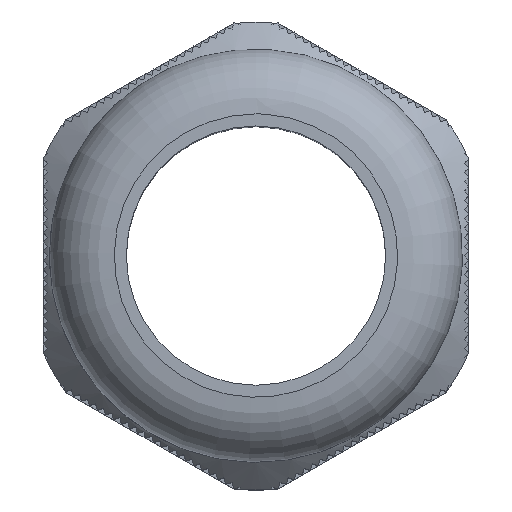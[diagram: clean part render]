
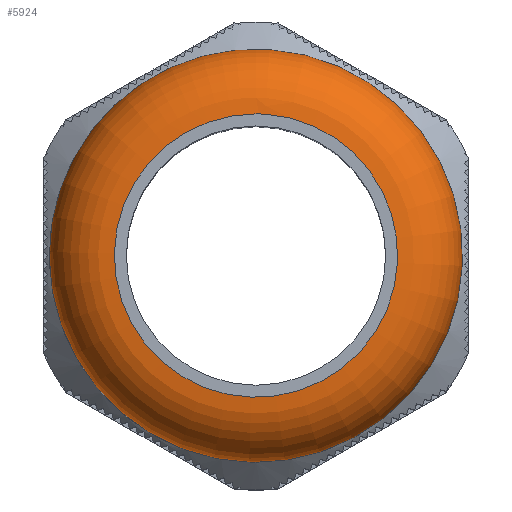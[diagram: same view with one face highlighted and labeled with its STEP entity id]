
A CAD part, top view. The second image highlights one B-rep face of the part: STEP entity #5924.
In plain terms, the highlighted toroidal (fillet/blend) face has major radius 15.3 mm and minor radius 7 mm.
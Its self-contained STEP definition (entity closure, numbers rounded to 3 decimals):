
#1490=TOROIDAL_SURFACE('',#6314,15.3,7.);
#1724=FACE_BOUND('',#2058,.T.);
#1736=FACE_OUTER_BOUND('',#2057,.T.);
#2057=EDGE_LOOP('',(#4336));
#2058=EDGE_LOOP('',(#4337));
#2450=CIRCLE('',#6313,22.3);
#2451=CIRCLE('',#6315,15.3);
#2784=VERTEX_POINT('',#9163);
#2785=VERTEX_POINT('',#9166);
#3406=EDGE_CURVE('',#2784,#2784,#2450,.T.);
#3407=EDGE_CURVE('',#2785,#2785,#2451,.T.);
#4336=ORIENTED_EDGE('',*,*,#3407,.F.);
#4337=ORIENTED_EDGE('',*,*,#3406,.T.);
#5924=ADVANCED_FACE('',(#1736,#1724),#1490,.T.);
#6313=AXIS2_PLACEMENT_3D('',#9164,#6811,#6812);
#6314=AXIS2_PLACEMENT_3D('',#9165,#6813,#6814);
#6315=AXIS2_PLACEMENT_3D('',#9167,#6815,#6816);
#6811=DIRECTION('center_axis',(0.,0.,1.));
#6812=DIRECTION('ref_axis',(0.,1.,0.));
#6813=DIRECTION('center_axis',(0.,0.,
1.));
#6814=DIRECTION('ref_axis',(1.,0.,0.));
#6815=DIRECTION('center_axis',(0.,0.,1.));
#6816=DIRECTION('ref_axis',(1.,0.,0.));
#9163=CARTESIAN_POINT('',(-22.3,-12.702,12.5));
#9164=CARTESIAN_POINT('Origin',(0.,-12.702,12.5));
#9165=CARTESIAN_POINT('Origin',(0.,-12.702,
12.5));
#9166=CARTESIAN_POINT('',(0.,2.598,19.5));
#9167=CARTESIAN_POINT('Origin',(0.,-12.702,19.5));
